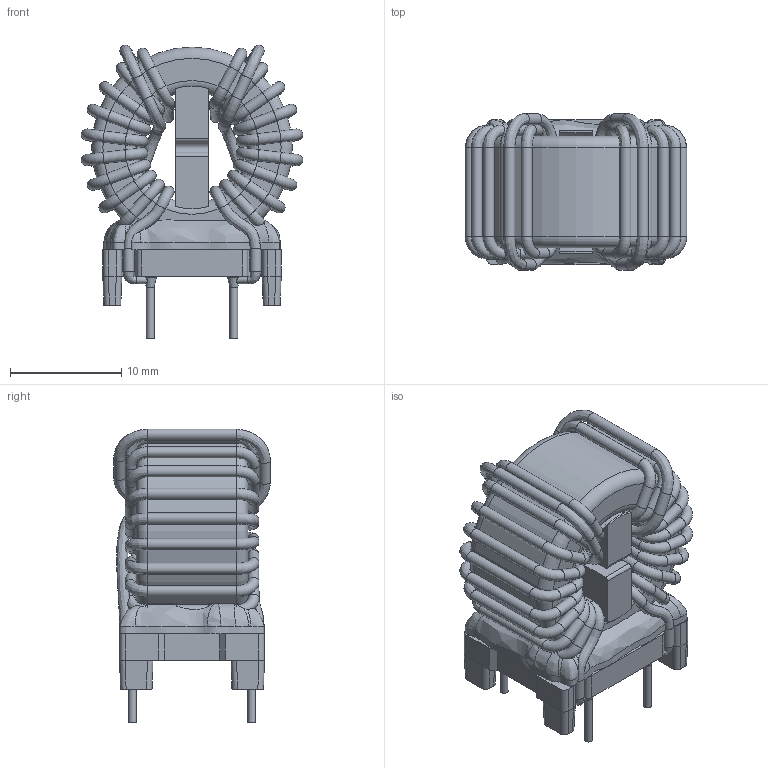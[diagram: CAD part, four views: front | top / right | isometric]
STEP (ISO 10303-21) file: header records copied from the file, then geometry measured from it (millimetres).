
FILE_DESCRIPTION(/* description */ ('Unknown'),/* implementation_level */ '2;1');
FILE_NAME(/* name */ '744823601_M',/* time_stamp */ '2023-06-13T13:41:25+02:00',/* author */ ('Unknown'),/* organization */ ('Unknown'),/* preprocessor_version */ 'ST-DEVELOPER v16.7',/* originating_system */ 'Solid Edge',/* authorisation */ 'Unknown');
FILE_SCHEMA (('AUTOMOTIVE_DESIGN {1 0 10303 214 3 1 1}'));
Length unit declared in the file: millimetre
Products named in the file (7): 744823601_M; Base; Glue; Spacer; Core; Turns; Solderpoint
Assembly tree (6 placements, depth 2):
  744823601_M
    Base
    Glue
    Spacer
    Core
    Turns
    Solderpoint
Bounding box: 19.89 x 14.06 x 26.33 mm (x, y, z)
Volume: 3335.5 mm3; surface area: 5052 mm2
Topology: 10 solids, 10 shells, 408 faces, 990 edges, 596 vertices
Faces by surface type: cylinder 163, plane 94, bspline 93, torus 50, cone 8
Full cylindrical faces by diameter (mm): 0.65 x8, 0.7 x4, 1 x86, 10 x1, 18 x1
Entity records: 30169 total; most frequent: CARTESIAN_POINT 19662, DIRECTION 1540, ORIENTED_EDGE 1470, EDGE_CURVE 735, AXIS2_PLACEMENT_3D 649, EDGE_LOOP 632, FACE_BOUND 632, VERTEX_POINT 551
